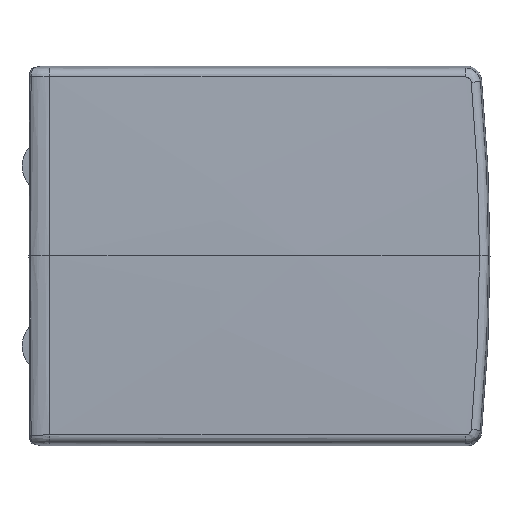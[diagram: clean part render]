
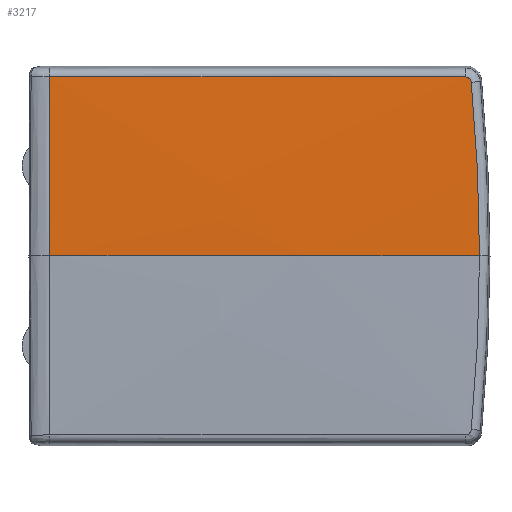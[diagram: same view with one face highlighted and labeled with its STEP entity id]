
A CAD part, top view. The second image highlights one B-rep face of the part: STEP entity #3217.
In plain terms, the highlighted free-form (B-spline) face has degree [5, 5] with [9, 6] control points.
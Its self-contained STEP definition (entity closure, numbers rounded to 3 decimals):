
#290=B_SPLINE_SURFACE_WITH_KNOTS('',5,5,((#30380,#30381,#30382,#30383,#30384,
#30385),(#30386,#30387,#30388,#30389,#30390,#30391),(#30392,#30393,#30394,
#30395,#30396,#30397),(#30398,#30399,#30400,#30401,#30402,#30403),(#30404,
#30405,#30406,#30407,#30408,#30409),(#30410,#30411,#30412,#30413,#30414,
#30415),(#30416,#30417,#30418,#30419,#30420,#30421),(#30422,#30423,#30424,
#30425,#30426,#30427),(#30428,#30429,#30430,#30431,#30432,#30433)),
 .UNSPECIFIED.,.F.,.F.,.F.,(6,3,6),(6,6),(0.,0.581,1.),(0.,
1.),.UNSPECIFIED.);
#1367=B_SPLINE_CURVE_WITH_KNOTS('',5,(#26210,#26211,#26212,#26213,#26214,
#26215,#26216,#26217,#26218),.UNSPECIFIED.,.F.,.F.,(6,3,6),(0.,0.426,
1.),.UNSPECIFIED.);
#1370=B_SPLINE_CURVE_WITH_KNOTS('',5,(#26397,#26398,#26399,#26400,#26401,
#26402,#26403,#26404,#26405),.UNSPECIFIED.,.F.,.F.,(6,3,6),(0.,0.562,
1.),.UNSPECIFIED.);
#1371=B_SPLINE_CURVE_WITH_KNOTS('',5,(#26532,#26533,#26534,#26535,#26536,
#26537,#26538,#26539,#26540),.UNSPECIFIED.,.F.,.F.,(6,3,6),(0.,0.5,
1.),.UNSPECIFIED.);
#1466=B_SPLINE_CURVE_WITH_KNOTS('',5,(#30364,#30365,#30366,#30367,#30368,
#30369,#30370,#30371,#30372),.UNSPECIFIED.,.F.,.F.,(6,3,6),(0.,0.605,
1.),.UNSPECIFIED.);
#1467=B_SPLINE_CURVE_WITH_KNOTS('',5,(#30374,#30375,#30376,#30377,#30378,
#30379),.UNSPECIFIED.,.F.,.F.,(6,6),(0.,1.),.UNSPECIFIED.);
#3217=ADVANCED_FACE('PartBody',(#4144),#290,.T.);
#4144=FACE_OUTER_BOUND('',#5006,.T.);
#5006=EDGE_LOOP('',(#6536,#6537,#6538,#6539,#6540));
#6536=ORIENTED_EDGE('',*,*,#11459,.F.);
#6537=ORIENTED_EDGE('',*,*,#11341,.F.);
#6538=ORIENTED_EDGE('',*,*,#11340,.F.);
#6539=ORIENTED_EDGE('',*,*,#11336,.F.);
#6540=ORIENTED_EDGE('',*,*,#11460,.F.);
#10017=VERTEX_POINT('',#26207);
#10018=VERTEX_POINT('',#26209);
#10020=VERTEX_POINT('',#26396);
#10021=VERTEX_POINT('',#26541);
#10092=VERTEX_POINT('',#30373);
#11336=EDGE_CURVE('',#10018,#10017,#1367,.T.);
#11340=EDGE_CURVE('',#10017,#10020,#1370,.T.);
#11341=EDGE_CURVE('',#10020,#10021,#1371,.T.);
#11459=EDGE_CURVE('',#10021,#10092,#1466,.T.);
#11460=EDGE_CURVE('',#10092,#10018,#1467,.T.);
#26207=CARTESIAN_POINT('',(418.153,180.1,28.338));
#26209=CARTESIAN_POINT('',(0.,180.223,28.321));
#26210=CARTESIAN_POINT('',(0.,180.223,28.321));
#26211=CARTESIAN_POINT('',(35.608,180.218,28.376));
#26212=CARTESIAN_POINT('',(71.216,180.215,28.446));
#26213=CARTESIAN_POINT('',(106.824,180.213,28.524));
#26214=CARTESIAN_POINT('',(190.511,180.205,28.683));
#26215=CARTESIAN_POINT('',(274.192,180.185,28.723));
#26216=CARTESIAN_POINT('',(322.131,180.165,28.675));
#26217=CARTESIAN_POINT('',(370.118,180.137,28.548));
#26218=CARTESIAN_POINT('',(418.153,180.1,28.338));
#26396=CARTESIAN_POINT('',(424.108,174.667,28.396));
#26397=CARTESIAN_POINT('',(418.153,180.1,28.338));
#26398=CARTESIAN_POINT('',(419.147,180.1,28.333));
#26399=CARTESIAN_POINT('',(420.141,179.893,28.332));
#26400=CARTESIAN_POINT('',(421.077,179.48,28.335));
#26401=CARTESIAN_POINT('',(422.54,178.42,28.345));
#26402=CARTESIAN_POINT('',(423.52,176.919,28.364));
#26403=CARTESIAN_POINT('',(423.838,176.198,28.374));
#26404=CARTESIAN_POINT('',(424.035,175.438,28.385));
#26405=CARTESIAN_POINT('',(424.108,174.667,28.396));
#26532=CARTESIAN_POINT('',(424.108,174.667,28.396));
#26533=CARTESIAN_POINT('',(425.762,157.255,28.659));
#26534=CARTESIAN_POINT('',(427.214,139.822,28.9));
#26535=CARTESIAN_POINT('',(428.461,122.373,29.115));
#26536=CARTESIAN_POINT('',(430.544,87.449,29.486));
#26537=CARTESIAN_POINT('',(431.799,52.481,29.728));
#26538=CARTESIAN_POINT('',(432.218,34.994,29.813));
#26539=CARTESIAN_POINT('',(432.428,17.493,29.858));
#26540=CARTESIAN_POINT('',(432.428,0.,29.858));
#26541=CARTESIAN_POINT('',(432.428,0.,29.858));
#30364=CARTESIAN_POINT('',(432.428,0.,29.858));
#30365=CARTESIAN_POINT('',(380.146,0.,30.974));
#30366=CARTESIAN_POINT('',(327.924,0.,31.707));
#30367=CARTESIAN_POINT('',(275.782,0.,32.064));
#30368=CARTESIAN_POINT('',(189.231,0.,32.093));
#30369=CARTESIAN_POINT('',(102.681,0.,31.649));
#30370=CARTESIAN_POINT('',(68.454,0.,31.444));
#30371=CARTESIAN_POINT('',(34.227,0.,31.265));
#30372=CARTESIAN_POINT('',(0.,0.,31.142));
#30373=CARTESIAN_POINT('',(0.,0.,31.142));
#30374=CARTESIAN_POINT('',(0.,0.,
31.142));
#30375=CARTESIAN_POINT('',(0.,36.049,31.142));
#30376=CARTESIAN_POINT('',(0.,72.098,30.837));
#30377=CARTESIAN_POINT('',(0.,108.15,30.25));
#30378=CARTESIAN_POINT('',(0.,144.19,29.403));
#30379=CARTESIAN_POINT('',(0.,180.223,28.321));
#30380=CARTESIAN_POINT('',(478.798,199.434,27.868));
#30381=CARTESIAN_POINT('',(478.798,159.547,28.193));
#30382=CARTESIAN_POINT('',(478.798,119.66,28.458));
#30383=CARTESIAN_POINT('',(478.798,79.774,28.647));
#30384=CARTESIAN_POINT('',(478.798,39.887,28.749));
#30385=CARTESIAN_POINT('',(478.798,0.,28.749));
#30386=CARTESIAN_POINT('',(417.209,199.434,28.045));
#30387=CARTESIAN_POINT('',(417.209,159.547,28.776));
#30388=CARTESIAN_POINT('',(417.209,119.661,29.476));
#30389=CARTESIAN_POINT('',(417.209,79.774,30.046));
#30390=CARTESIAN_POINT('',(417.209,39.887,30.382));
#30391=CARTESIAN_POINT('',(417.209,0.,30.382));
#30392=CARTESIAN_POINT('',(355.643,199.435,28.144));
#30393=CARTESIAN_POINT('',(355.643,159.549,29.167));
#30394=CARTESIAN_POINT('',(355.643,119.664,30.169));
#30395=CARTESIAN_POINT('',(355.643,79.777,30.994));
#30396=CARTESIAN_POINT('',(355.643,39.89,31.484));
#30397=CARTESIAN_POINT('',(355.643,0.,31.484));
#30398=CARTESIAN_POINT('',(294.339,199.436,28.163));
#30399=CARTESIAN_POINT('',(294.339,159.551,29.368));
#30400=CARTESIAN_POINT('',(294.339,119.666,30.534));
#30401=CARTESIAN_POINT('',(294.339,79.78,31.488));
#30402=CARTESIAN_POINT('',(294.339,39.892,32.052));
#30403=CARTESIAN_POINT('',(294.339,0.,32.052));
#30404=CARTESIAN_POINT('',(188.356,199.436,28.066));
#30405=CARTESIAN_POINT('',(188.356,159.551,29.397));
#30406=CARTESIAN_POINT('',(188.356,119.666,30.622));
#30407=CARTESIAN_POINT('',(188.356,79.78,31.59));
#30408=CARTESIAN_POINT('',(188.356,39.891,32.15));
#30409=CARTESIAN_POINT('',(188.356,0.,32.15));
#30410=CARTESIAN_POINT('',(82.372,199.435,27.863));
#30411=CARTESIAN_POINT('',(82.372,159.549,29.172));
#30412=CARTESIAN_POINT('',(82.372,119.663,30.274));
#30413=CARTESIAN_POINT('',(82.372,79.776,31.09));
#30414=CARTESIAN_POINT('',(82.372,39.889,31.538));
#30415=CARTESIAN_POINT('',(82.372,0.,31.538));
#30416=CARTESIAN_POINT('',(37.992,199.435,27.774));
#30417=CARTESIAN_POINT('',(37.992,159.548,29.068));
#30418=CARTESIAN_POINT('',(37.992,119.662,30.112));
#30419=CARTESIAN_POINT('',(37.992,79.775,30.857));
#30420=CARTESIAN_POINT('',(37.992,39.888,31.255));
#30421=CARTESIAN_POINT('',(37.992,0.,31.255));
#30422=CARTESIAN_POINT('',(-6.389,199.434,27.7));
#30423=CARTESIAN_POINT('',(-6.389,159.547,29.));
#30424=CARTESIAN_POINT('',(-6.389,119.661,30.011));
#30425=CARTESIAN_POINT('',(-6.389,79.774,30.711));
#30426=CARTESIAN_POINT('',(-6.389,39.887,31.073));
#30427=CARTESIAN_POINT('',(-6.389,0.,31.073));
#30428=CARTESIAN_POINT('',(-50.771,199.434,27.645));
#30429=CARTESIAN_POINT('',(-50.771,159.547,28.977));
#30430=CARTESIAN_POINT('',(-50.771,119.66,29.988));
#30431=CARTESIAN_POINT('',(-50.771,79.774,30.671));
#30432=CARTESIAN_POINT('',(-50.771,39.887,31.016));
#30433=CARTESIAN_POINT('',(-50.771,0.,31.016));
